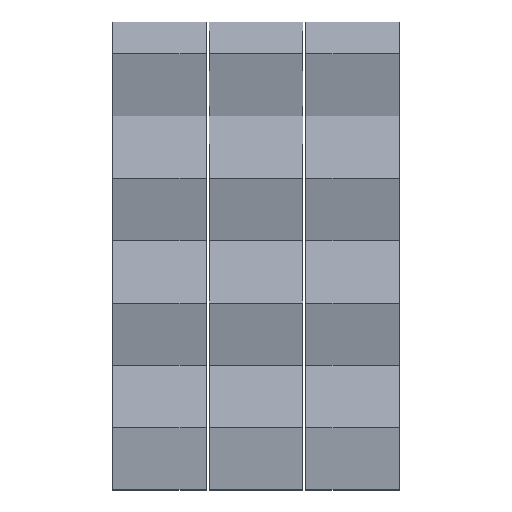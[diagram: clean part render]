
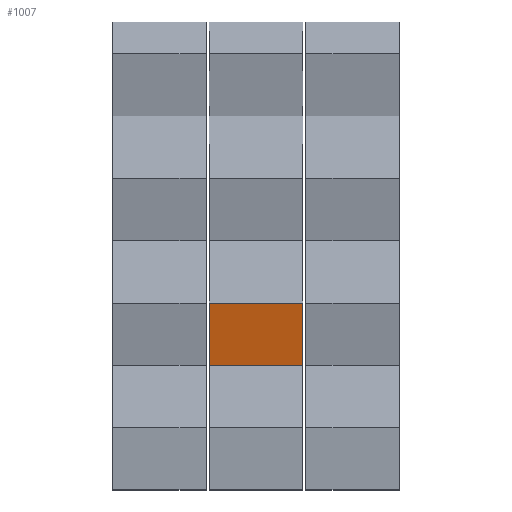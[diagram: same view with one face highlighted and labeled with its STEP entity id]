
A CAD part, top view. The second image highlights one B-rep face of the part: STEP entity #1007.
In plain terms, the highlighted planar face has unit normal (0, -0.242, 0.97).
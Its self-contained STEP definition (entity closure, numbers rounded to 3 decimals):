
#119 = VERTEX_POINT ( 'NONE', #871 ) ;
#228 = EDGE_CURVE ( 'NONE', #119, #631, #1714, .T. ) ;
#244 = DIRECTION ( 'NONE',  ( 0., 0.97, 0.243 ) ) ;
#249 = CARTESIAN_POINT ( 'NONE',  ( 15., 60., 3.011 ) ) ;
#291 = DIRECTION ( 'NONE',  ( 1., 0., 0. ) ) ;
#300 = CARTESIAN_POINT ( 'NONE',  ( 0., 40., -1.989 ) ) ;
#390 = CARTESIAN_POINT ( 'NONE',  ( 15., 39.746, -2.052 ) ) ;
#409 = ORIENTED_EDGE ( 'NONE', *, *, #1777, .T. ) ;
#420 = ORIENTED_EDGE ( 'NONE', *, *, #985, .F. ) ;
#457 = AXIS2_PLACEMENT_3D ( 'NONE', #1085, #1136, #244 ) ;
#483 = EDGE_LOOP ( 'NONE', ( #420, #1083, #409, #1229 ) ) ;
#485 = PLANE ( 'NONE',  #457 ) ;
#527 = LINE ( 'NONE', #390, #770 ) ;
#631 = VERTEX_POINT ( 'NONE', #632 ) ;
#632 = CARTESIAN_POINT ( 'NONE',  ( -15., 60., 3.011 ) ) ;
#656 = CARTESIAN_POINT ( 'NONE',  ( 0., 60., 3.011 ) ) ;
#770 = VECTOR ( 'NONE', #1418, 1000. ) ;
#830 = EDGE_CURVE ( 'NONE', #1596, #1564, #527, .T. ) ;
#851 = VECTOR ( 'NONE', #291, 1000. ) ;
#871 = CARTESIAN_POINT ( 'NONE',  ( -15., 40., -1.989 ) ) ;
#985 = EDGE_CURVE ( 'NONE', #631, #1564, #1395, .T. ) ;
#1007 = ADVANCED_FACE ( 'NONE', ( #1514 ), #485, .F. ) ;
#1083 = ORIENTED_EDGE ( 'NONE', *, *, #228, .F. ) ;
#1085 = CARTESIAN_POINT ( 'NONE',  ( 0., 39.746, -2.052 ) ) ;
#1105 = DIRECTION ( 'NONE',  ( 1., 0., 0. ) ) ;
#1114 = VECTOR ( 'NONE', #1105, 1000. ) ;
#1132 = CARTESIAN_POINT ( 'NONE',  ( 15., 40., -1.989 ) ) ;
#1136 = DIRECTION ( 'NONE',  ( 0., 0.243, -0.97 ) ) ;
#1229 = ORIENTED_EDGE ( 'NONE', *, *, #830, .T. ) ;
#1287 = CARTESIAN_POINT ( 'NONE',  ( -15., 39.746, -2.052 ) ) ;
#1298 = DIRECTION ( 'NONE',  ( 0., 0.97, 0.243 ) ) ;
#1395 = LINE ( 'NONE', #656, #1114 ) ;
#1396 = VECTOR ( 'NONE', #1298, 1000. ) ;
#1418 = DIRECTION ( 'NONE',  ( 0., 0.97, 0.243 ) ) ;
#1514 = FACE_OUTER_BOUND ( 'NONE', #483, .T. ) ;
#1564 = VERTEX_POINT ( 'NONE', #249 ) ;
#1596 = VERTEX_POINT ( 'NONE', #1132 ) ;
#1621 = LINE ( 'NONE', #300, #851 ) ;
#1714 = LINE ( 'NONE', #1287, #1396 ) ;
#1777 = EDGE_CURVE ( 'NONE', #119, #1596, #1621, .T. ) ;
